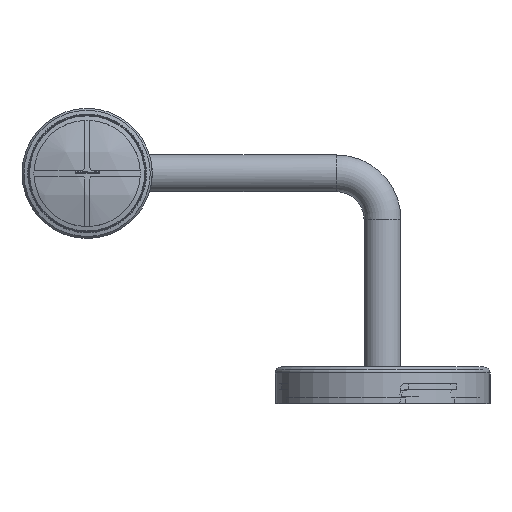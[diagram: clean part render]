
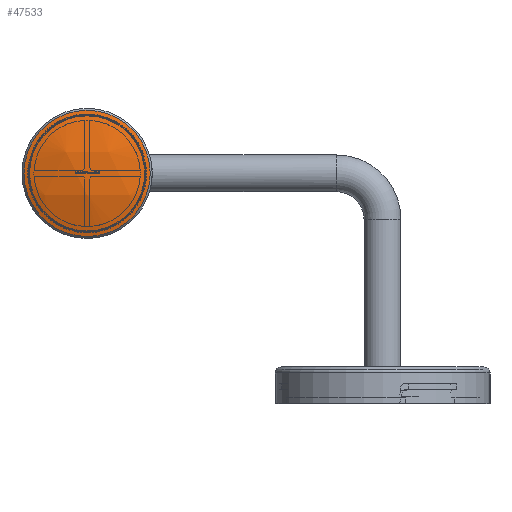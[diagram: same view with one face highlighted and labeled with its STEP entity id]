
A CAD part, left-side view. The second image highlights one B-rep face of the part: STEP entity #47533.
In plain terms, the highlighted spherical face has radius 58.18 mm.
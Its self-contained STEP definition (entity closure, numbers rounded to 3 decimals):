
#2078 = ORIENTED_EDGE ( 'NONE', *, *, #42086, .T. ) ;
#8047 = FACE_OUTER_BOUND ( 'NONE', #16491, .T. ) ;
#13008 = CARTESIAN_POINT ( 'NONE',  ( 0., 15.749, 0. ) ) ;
#13267 = DIRECTION ( 'NONE',  ( 1., 0., 0. ) ) ;
#13354 = AXIS2_PLACEMENT_3D ( 'NONE', #13008, #47290, #43138 ) ;
#13889 = SPHERICAL_SURFACE ( 'NONE', #31458, 58.18 ) ;
#16491 = EDGE_LOOP ( 'NONE', ( #2078 ) ) ;
#19588 = CIRCLE ( 'NONE', #13354, 20.553 ) ;
#28524 = VERTEX_POINT ( 'NONE', #38928 ) ;
#31458 = AXIS2_PLACEMENT_3D ( 'NONE', #43074, #39268, #13267 ) ;
#38928 = CARTESIAN_POINT ( 'NONE',  ( 0., 15.749, -20.553 ) ) ;
#39268 = DIRECTION ( 'NONE',  ( 0., 0., 1. ) ) ;
#42086 = EDGE_CURVE ( 'NONE', #28524, #28524, #19588, .T. ) ;
#43074 = CARTESIAN_POINT ( 'NONE',  ( 0., -38.68, 0. ) ) ;
#43138 = DIRECTION ( 'NONE',  ( 0., 0., -1. ) ) ;
#47290 = DIRECTION ( 'NONE',  ( 0., 1., 0. ) ) ;
#47533 = ADVANCED_FACE ( 'NONE', ( #8047 ), #13889, .T. ) ;
